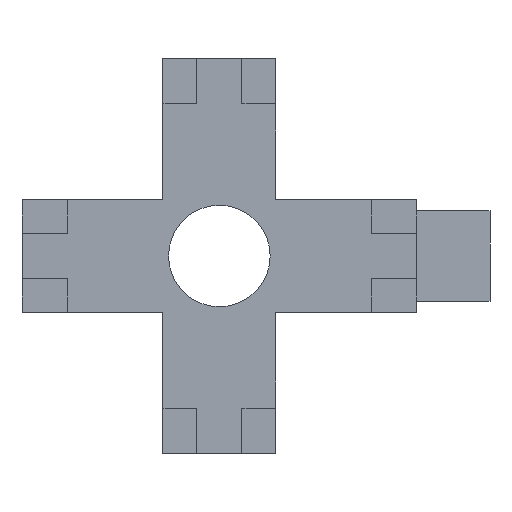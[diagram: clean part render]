
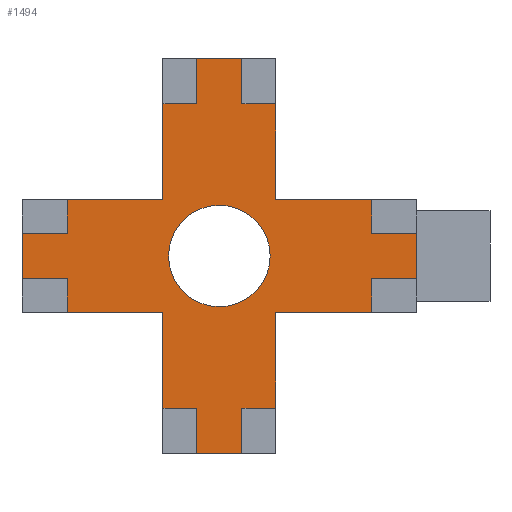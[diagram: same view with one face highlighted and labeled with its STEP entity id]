
A CAD part, front view. The second image highlights one B-rep face of the part: STEP entity #1494.
In plain terms, the highlighted planar face has unit normal (0, -1, 0).
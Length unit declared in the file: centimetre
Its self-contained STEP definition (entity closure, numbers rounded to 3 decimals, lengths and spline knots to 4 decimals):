
#31=FACE_BOUND('',#258,.T.);
#93=PLANE('',#1629);
#167=FACE_OUTER_BOUND('',#257,.T.);
#257=EDGE_LOOP('',(#1258,#1259,#1260,#1261,#1262,#1263,#1264,#1265,#1266,
#1267,#1268,#1269,#1270,#1271,#1272,#1273,#1274,#1275,#1276,#1277,#1278,
#1279,#1280,#1281,#1282,#1283,#1284,#1285));
#258=EDGE_LOOP('',(#1286));
#350=LINE('',#2236,#517);
#354=LINE('',#2244,#521);
#359=LINE('',#2255,#526);
#363=LINE('',#2263,#530);
#368=LINE('',#2274,#535);
#372=LINE('',#2282,#539);
#377=LINE('',#2293,#544);
#381=LINE('',#2301,#548);
#386=LINE('',#2312,#553);
#390=LINE('',#2320,#557);
#395=LINE('',#2331,#562);
#399=LINE('',#2339,#566);
#404=LINE('',#2350,#571);
#408=LINE('',#2358,#575);
#413=LINE('',#2369,#580);
#417=LINE('',#2377,#584);
#422=LINE('',#2387,#589);
#423=LINE('',#2388,#590);
#424=LINE('',#2389,#591);
#425=LINE('',#2391,#592);
#426=LINE('',#2392,#593);
#427=LINE('',#2393,#594);
#428=LINE('',#2395,#595);
#429=LINE('',#2396,#596);
#430=LINE('',#2397,#597);
#431=LINE('',#2399,#598);
#432=LINE('',#2400,#599);
#433=LINE('',#2401,#600);
#517=VECTOR('',#1853,1.);
#521=VECTOR('',#1859,1.);
#526=VECTOR('',#1868,1.);
#530=VECTOR('',#1874,1.);
#535=VECTOR('',#1883,1.);
#539=VECTOR('',#1889,1.);
#544=VECTOR('',#1898,1.);
#548=VECTOR('',#1904,1.);
#553=VECTOR('',#1913,1.);
#557=VECTOR('',#1919,1.);
#562=VECTOR('',#1928,1.);
#566=VECTOR('',#1934,1.);
#571=VECTOR('',#1943,1.);
#575=VECTOR('',#1949,1.);
#580=VECTOR('',#1958,1.);
#584=VECTOR('',#1964,1.);
#589=VECTOR('',#1973,1.);
#590=VECTOR('',#1974,1.);
#591=VECTOR('',#1975,1.);
#592=VECTOR('',#1976,1.);
#593=VECTOR('',#1977,1.);
#594=VECTOR('',#1978,1.);
#595=VECTOR('',#1979,1.);
#596=VECTOR('',#1980,1.);
#597=VECTOR('',#1981,1.);
#598=VECTOR('',#1982,1.);
#599=VECTOR('',#1983,1.);
#600=VECTOR('',#1984,1.);
#663=CIRCLE('',#1604,0.45);
#727=VERTEX_POINT('',#2230);
#728=VERTEX_POINT('',#2234);
#729=VERTEX_POINT('',#2235);
#732=VERTEX_POINT('',#2243);
#735=VERTEX_POINT('',#2253);
#736=VERTEX_POINT('',#2254);
#739=VERTEX_POINT('',#2262);
#742=VERTEX_POINT('',#2272);
#743=VERTEX_POINT('',#2273);
#746=VERTEX_POINT('',#2281);
#749=VERTEX_POINT('',#2291);
#750=VERTEX_POINT('',#2292);
#753=VERTEX_POINT('',#2300);
#756=VERTEX_POINT('',#2310);
#757=VERTEX_POINT('',#2311);
#760=VERTEX_POINT('',#2319);
#763=VERTEX_POINT('',#2329);
#764=VERTEX_POINT('',#2330);
#767=VERTEX_POINT('',#2338);
#770=VERTEX_POINT('',#2348);
#771=VERTEX_POINT('',#2349);
#774=VERTEX_POINT('',#2357);
#777=VERTEX_POINT('',#2367);
#778=VERTEX_POINT('',#2368);
#781=VERTEX_POINT('',#2376);
#784=VERTEX_POINT('',#2386);
#785=VERTEX_POINT('',#2390);
#786=VERTEX_POINT('',#2394);
#787=VERTEX_POINT('',#2398);
#895=EDGE_CURVE('',#727,#727,#663,.T.);
#896=EDGE_CURVE('',#728,#729,#350,.T.);
#900=EDGE_CURVE('',#732,#728,#354,.T.);
#905=EDGE_CURVE('',#735,#736,#359,.T.);
#909=EDGE_CURVE('',#739,#735,#363,.T.);
#914=EDGE_CURVE('',#742,#743,#368,.T.);
#918=EDGE_CURVE('',#743,#746,#372,.T.);
#923=EDGE_CURVE('',#749,#750,#377,.T.);
#927=EDGE_CURVE('',#753,#749,#381,.T.);
#932=EDGE_CURVE('',#756,#757,#386,.T.);
#936=EDGE_CURVE('',#757,#760,#390,.T.);
#941=EDGE_CURVE('',#763,#764,#395,.T.);
#945=EDGE_CURVE('',#764,#767,#399,.T.);
#950=EDGE_CURVE('',#770,#771,#404,.T.);
#954=EDGE_CURVE('',#771,#774,#408,.T.);
#959=EDGE_CURVE('',#777,#778,#413,.T.);
#963=EDGE_CURVE('',#778,#781,#417,.T.);
#968=EDGE_CURVE('',#784,#729,#422,.T.);
#969=EDGE_CURVE('',#753,#784,#423,.T.);
#970=EDGE_CURVE('',#777,#750,#424,.T.);
#971=EDGE_CURVE('',#785,#781,#425,.T.);
#972=EDGE_CURVE('',#763,#785,#426,.T.);
#973=EDGE_CURVE('',#739,#767,#427,.T.);
#974=EDGE_CURVE('',#786,#736,#428,.T.);
#975=EDGE_CURVE('',#742,#786,#429,.T.);
#976=EDGE_CURVE('',#770,#746,#430,.T.);
#977=EDGE_CURVE('',#787,#774,#431,.T.);
#978=EDGE_CURVE('',#756,#787,#432,.T.);
#979=EDGE_CURVE('',#732,#760,#433,.T.);
#1258=ORIENTED_EDGE('',*,*,#900,.T.);
#1259=ORIENTED_EDGE('',*,*,#896,.T.);
#1260=ORIENTED_EDGE('',*,*,#968,.F.);
#1261=ORIENTED_EDGE('',*,*,#969,.F.);
#1262=ORIENTED_EDGE('',*,*,#927,.T.);
#1263=ORIENTED_EDGE('',*,*,#923,.T.);
#1264=ORIENTED_EDGE('',*,*,#970,.F.);
#1265=ORIENTED_EDGE('',*,*,#959,.T.);
#1266=ORIENTED_EDGE('',*,*,#963,.T.);
#1267=ORIENTED_EDGE('',*,*,#971,.F.);
#1268=ORIENTED_EDGE('',*,*,#972,.F.);
#1269=ORIENTED_EDGE('',*,*,#941,.T.);
#1270=ORIENTED_EDGE('',*,*,#945,.T.);
#1271=ORIENTED_EDGE('',*,*,#973,.F.);
#1272=ORIENTED_EDGE('',*,*,#909,.T.);
#1273=ORIENTED_EDGE('',*,*,#905,.T.);
#1274=ORIENTED_EDGE('',*,*,#974,.F.);
#1275=ORIENTED_EDGE('',*,*,#975,.F.);
#1276=ORIENTED_EDGE('',*,*,#914,.T.);
#1277=ORIENTED_EDGE('',*,*,#918,.T.);
#1278=ORIENTED_EDGE('',*,*,#976,.F.);
#1279=ORIENTED_EDGE('',*,*,#950,.T.);
#1280=ORIENTED_EDGE('',*,*,#954,.T.);
#1281=ORIENTED_EDGE('',*,*,#977,.F.);
#1282=ORIENTED_EDGE('',*,*,#978,.F.);
#1283=ORIENTED_EDGE('',*,*,#932,.T.);
#1284=ORIENTED_EDGE('',*,*,#936,.T.);
#1285=ORIENTED_EDGE('',*,*,#979,.F.);
#1286=ORIENTED_EDGE('',*,*,#895,.T.);
#1494=ADVANCED_FACE('',(#167,#31),#93,.F.);
#1604=AXIS2_PLACEMENT_3D('',#2232,#1849,#1850);
#1629=AXIS2_PLACEMENT_3D('',#2385,#1971,#1972);
#1849=DIRECTION('center_axis',(0.,1.,0.));
#1850=DIRECTION('ref_axis',(1.,0.,0.));
#1853=DIRECTION('',(0.,0.,1.));
#1859=DIRECTION('',(-1.,0.,0.));
#1868=DIRECTION('',(0.,0.,-1.));
#1874=DIRECTION('',(1.,0.,0.));
#1883=DIRECTION('',(1.,0.,0.));
#1889=DIRECTION('',(0.,0.,-1.));
#1898=DIRECTION('',(0.,0.,1.));
#1904=DIRECTION('',(-1.,0.,0.));
#1913=DIRECTION('',(0.,0.,1.));
#1919=DIRECTION('',(1.,0.,0.));
#1928=DIRECTION('',(0.,0.,-1.));
#1934=DIRECTION('',(-1.,0.,0.));
#1943=DIRECTION('',(0.,0.,1.));
#1949=DIRECTION('',(1.,0.,0.));
#1958=DIRECTION('',(0.,0.,-1.));
#1964=DIRECTION('',(-1.,0.,0.));
#1971=DIRECTION('center_axis',(0.,1.,0.));
#1972=DIRECTION('ref_axis',(0.,0.,1.));
#1973=DIRECTION('',(1.,0.,0.));
#1974=DIRECTION('',(0.,0.,-1.));
#1975=DIRECTION('',(1.,0.,0.));
#1976=DIRECTION('',(0.,0.,1.));
#1977=DIRECTION('',(1.,0.,0.));
#1978=DIRECTION('',(0.,0.,1.));
#1979=DIRECTION('',(-1.,0.,0.));
#1980=DIRECTION('',(0.,0.,1.));
#1981=DIRECTION('',(-1.,0.,0.));
#1982=DIRECTION('',(0.,0.,-1.));
#1983=DIRECTION('',(-1.,0.,0.));
#1984=DIRECTION('',(0.,0.,-1.));
#2230=CARTESIAN_POINT('',(-0.45,0.,0.));
#2232=CARTESIAN_POINT('Origin',(0.,0.,0.));
#2234=CARTESIAN_POINT('',(1.35,0.,0.2));
#2235=CARTESIAN_POINT('',(1.35,0.,0.5));
#2236=CARTESIAN_POINT('',(1.35,0.,0.25));
#2243=CARTESIAN_POINT('',(1.75,0.,0.2));
#2244=CARTESIAN_POINT('',(0.675,0.,0.2));
#2253=CARTESIAN_POINT('',(-1.35,0.,-0.2));
#2254=CARTESIAN_POINT('',(-1.35,0.,-0.5));
#2255=CARTESIAN_POINT('',(-1.35,0.,-0.25));
#2262=CARTESIAN_POINT('',(-1.75,0.,-0.2));
#2263=CARTESIAN_POINT('',(-0.675,0.,-0.2));
#2272=CARTESIAN_POINT('',(-0.5,0.,-1.35));
#2273=CARTESIAN_POINT('',(-0.2,0.,-1.35));
#2274=CARTESIAN_POINT('',(-0.1,0.,-1.35));
#2281=CARTESIAN_POINT('',(-0.2,0.,-1.75));
#2282=CARTESIAN_POINT('',(-0.2,0.,-0.875));
#2291=CARTESIAN_POINT('',(0.2,0.,1.35));
#2292=CARTESIAN_POINT('',(0.2,0.,1.75));
#2293=CARTESIAN_POINT('',(0.2,0.,0.875));
#2300=CARTESIAN_POINT('',(0.5,0.,1.35));
#2301=CARTESIAN_POINT('',(0.1,0.,1.35));
#2310=CARTESIAN_POINT('',(1.35,0.,-0.5));
#2311=CARTESIAN_POINT('',(1.35,0.,-0.2));
#2312=CARTESIAN_POINT('',(1.35,0.,-0.1));
#2319=CARTESIAN_POINT('',(1.75,0.,-0.2));
#2320=CARTESIAN_POINT('',(0.875,0.,-0.2));
#2329=CARTESIAN_POINT('',(-1.35,0.,0.5));
#2330=CARTESIAN_POINT('',(-1.35,0.,0.2));
#2331=CARTESIAN_POINT('',(-1.35,0.,0.1));
#2338=CARTESIAN_POINT('',(-1.75,0.,0.2));
#2339=CARTESIAN_POINT('',(-0.875,0.,0.2));
#2348=CARTESIAN_POINT('',(0.2,0.,-1.75));
#2349=CARTESIAN_POINT('',(0.2,0.,-1.35));
#2350=CARTESIAN_POINT('',(0.2,0.,-0.675));
#2357=CARTESIAN_POINT('',(0.5,0.,-1.35));
#2358=CARTESIAN_POINT('',(0.25,0.,-1.35));
#2367=CARTESIAN_POINT('',(-0.2,0.,1.75));
#2368=CARTESIAN_POINT('',(-0.2,0.,1.35));
#2369=CARTESIAN_POINT('',(-0.2,0.,0.675));
#2376=CARTESIAN_POINT('',(-0.5,0.,1.35));
#2377=CARTESIAN_POINT('',(-0.25,0.,1.35));
#2385=CARTESIAN_POINT('Origin',(0.,0.,0.));
#2386=CARTESIAN_POINT('',(0.5,0.,0.5));
#2387=CARTESIAN_POINT('',(-1.75,0.,0.5));
#2388=CARTESIAN_POINT('',(0.5,0.,1.75));
#2389=CARTESIAN_POINT('',(-0.5,0.,1.75));
#2390=CARTESIAN_POINT('',(-0.5,0.,0.5));
#2391=CARTESIAN_POINT('',(-0.5,0.,-1.75));
#2392=CARTESIAN_POINT('',(-1.75,0.,0.5));
#2393=CARTESIAN_POINT('',(-1.75,0.,-0.5));
#2394=CARTESIAN_POINT('',(-0.5,0.,-0.5));
#2395=CARTESIAN_POINT('',(1.75,0.,-0.5));
#2396=CARTESIAN_POINT('',(-0.5,0.,-1.75));
#2397=CARTESIAN_POINT('',(0.5,0.,-1.75));
#2398=CARTESIAN_POINT('',(0.5,0.,-0.5));
#2399=CARTESIAN_POINT('',(0.5,0.,1.75));
#2400=CARTESIAN_POINT('',(1.75,0.,-0.5));
#2401=CARTESIAN_POINT('',(1.75,0.,0.5));
